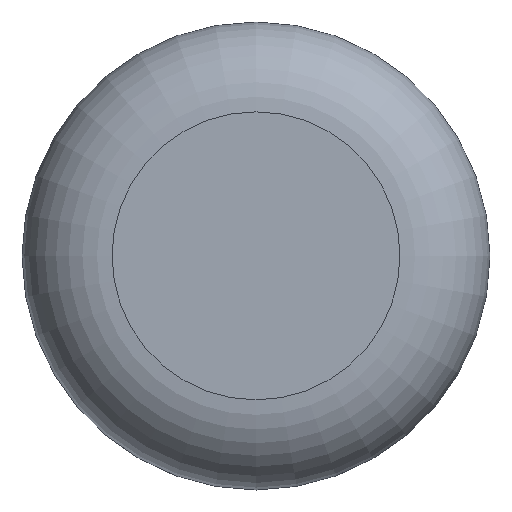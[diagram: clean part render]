
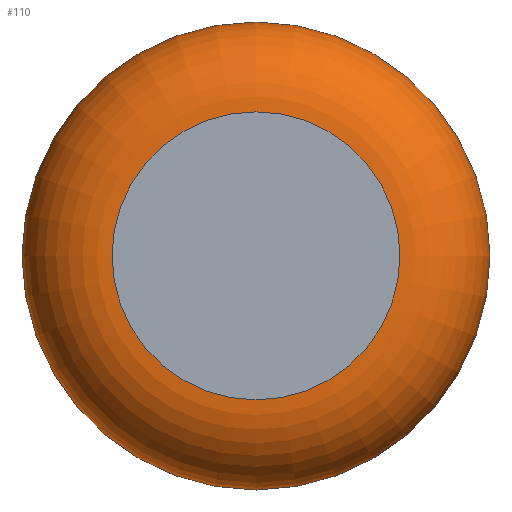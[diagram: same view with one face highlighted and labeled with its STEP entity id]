
A CAD part, top view. The second image highlights one B-rep face of the part: STEP entity #110.
In plain terms, the highlighted toroidal (fillet/blend) face has major radius 2.4 mm and minor radius 1.5 mm.
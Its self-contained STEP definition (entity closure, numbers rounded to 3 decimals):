
#110 = ADVANCED_FACE( '', ( #221, #222 ), #223, .T. );
#221 = FACE_OUTER_BOUND( '', #349, .T. );
#222 = FACE_OUTER_BOUND( '', #350, .T. );
#223 = TOROIDAL_SURFACE( '', #351, 2.4, 1.5 );
#349 = EDGE_LOOP( '', ( #521 ) );
#350 = EDGE_LOOP( '', ( #522 ) );
#351 = AXIS2_PLACEMENT_3D( '', #523, #524, #525 );
#521 = ORIENTED_EDGE( '', *, *, #784, .F. );
#522 = ORIENTED_EDGE( '', *, *, #785, .T. );
#523 = CARTESIAN_POINT( '', ( 0., 0., 6.5 ) );
#524 = DIRECTION( '', ( 0., 0., -1. ) );
#525 = DIRECTION( '', ( -1., 0., 0. ) );
#784 = EDGE_CURVE( '', #909, #909, #910, .T. );
#785 = EDGE_CURVE( '', #911, #911, #912, .T. );
#909 = VERTEX_POINT( '', #1094 );
#910 = CIRCLE( '', #1095, 3.9 );
#911 = VERTEX_POINT( '', #1096 );
#912 = CIRCLE( '', #1097, 2.4 );
#1094 = CARTESIAN_POINT( '', ( -3.9, 0., 6.5 ) );
#1095 = AXIS2_PLACEMENT_3D( '', #1277, #1278, #1279 );
#1096 = CARTESIAN_POINT( '', ( -2.4, 0., 8. ) );
#1097 = AXIS2_PLACEMENT_3D( '', #1280, #1281, #1282 );
#1277 = CARTESIAN_POINT( '', ( 0., 0., 6.5 ) );
#1278 = DIRECTION( '', ( 0., 0., -1. ) );
#1279 = DIRECTION( '', ( -1., 0., 0. ) );
#1280 = CARTESIAN_POINT( '', ( 0., 0., 8. ) );
#1281 = DIRECTION( '', ( 0., 0., -1. ) );
#1282 = DIRECTION( '', ( -1., 0., 0. ) );
